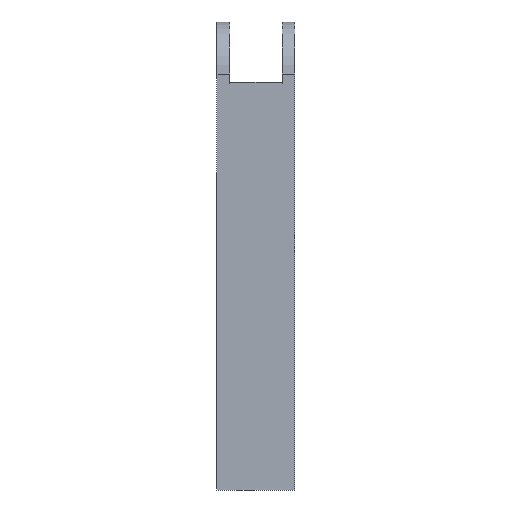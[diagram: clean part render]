
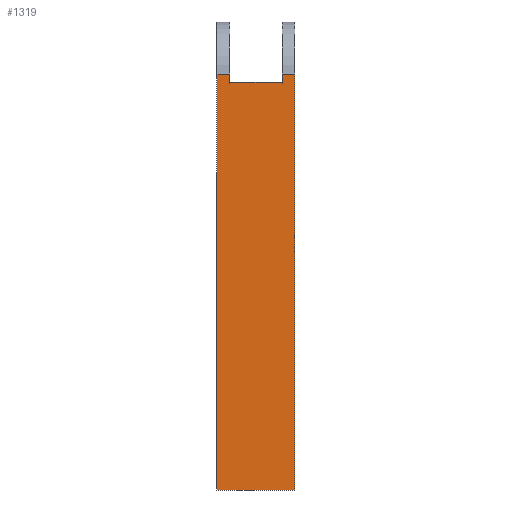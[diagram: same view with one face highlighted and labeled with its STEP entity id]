
A CAD part, left-side view. The second image highlights one B-rep face of the part: STEP entity #1319.
In plain terms, the highlighted planar face has unit normal (-1, 0, 0).
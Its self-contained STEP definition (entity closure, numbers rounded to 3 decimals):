
#22 = CARTESIAN_POINT ( 'NONE',  ( -20., -10.15, 156.828 ) ) ;
#56 = CARTESIAN_POINT ( 'NONE',  ( -20., -15., 0. ) ) ;
#58 = EDGE_LOOP ( 'NONE', ( #633, #507, #294, #888, #774, #790, #531, #719 ) ) ;
#70 = EDGE_CURVE ( 'NONE', #299, #1357, #338, .T. ) ;
#71 = AXIS2_PLACEMENT_3D ( 'NONE', #1482, #153, #991 ) ;
#108 = VECTOR ( 'NONE', #1554, 1000. ) ;
#153 = DIRECTION ( 'NONE',  ( -1., 0., 0. ) ) ;
#217 = DIRECTION ( 'NONE',  ( 0., 0., -1. ) ) ;
#294 = ORIENTED_EDGE ( 'NONE', *, *, #1218, .F. ) ;
#299 = VERTEX_POINT ( 'NONE', #520 ) ;
#317 = VECTOR ( 'NONE', #1583, 1000. ) ;
#332 = CARTESIAN_POINT ( 'NONE',  ( -20., -15., 180. ) ) ;
#338 = LINE ( 'NONE', #587, #108 ) ;
#347 = CARTESIAN_POINT ( 'NONE',  ( -20., -10.15, 156.828 ) ) ;
#374 = CARTESIAN_POINT ( 'NONE',  ( -20., 10.15, 180. ) ) ;
#451 = VECTOR ( 'NONE', #1022, 1000. ) ;
#461 = VERTEX_POINT ( 'NONE', #1157 ) ;
#466 = EDGE_CURVE ( 'NONE', #461, #1483, #778, .T. ) ;
#471 = VECTOR ( 'NONE', #217, 1000. ) ;
#507 = ORIENTED_EDGE ( 'NONE', *, *, #779, .T. ) ;
#520 = CARTESIAN_POINT ( 'NONE',  ( -20., 15., 160. ) ) ;
#531 = ORIENTED_EDGE ( 'NONE', *, *, #1338, .F. ) ;
#562 = VECTOR ( 'NONE', #710, 1000. ) ;
#568 = VERTEX_POINT ( 'NONE', #56 ) ;
#587 = CARTESIAN_POINT ( 'NONE',  ( -20., 15., 180. ) ) ;
#612 = CARTESIAN_POINT ( 'NONE',  ( -20., -15., 160. ) ) ;
#633 = ORIENTED_EDGE ( 'NONE', *, *, #900, .T. ) ;
#644 = VERTEX_POINT ( 'NONE', #1517 ) ;
#676 = CARTESIAN_POINT ( 'NONE',  ( -20., -10.15, 180. ) ) ;
#706 = CARTESIAN_POINT ( 'NONE',  ( -20., -15., 160. ) ) ;
#710 = DIRECTION ( 'NONE',  ( 0., -1., 0. ) ) ;
#716 = LINE ( 'NONE', #332, #1246 ) ;
#719 = ORIENTED_EDGE ( 'NONE', *, *, #1190, .F. ) ;
#752 = PLANE ( 'NONE',  #71 ) ;
#774 = ORIENTED_EDGE ( 'NONE', *, *, #1035, .T. ) ;
#778 = LINE ( 'NONE', #374, #317 ) ;
#779 = EDGE_CURVE ( 'NONE', #644, #1011, #1416, .T. ) ;
#790 = ORIENTED_EDGE ( 'NONE', *, *, #70, .T. ) ;
#888 = ORIENTED_EDGE ( 'NONE', *, *, #466, .F. ) ;
#900 = EDGE_CURVE ( 'NONE', #1285, #644, #1332, .T. ) ;
#991 = DIRECTION ( 'NONE',  ( 0., 0., 1. ) ) ;
#1010 = LINE ( 'NONE', #1217, #1095 ) ;
#1011 = VERTEX_POINT ( 'NONE', #22 ) ;
#1022 = DIRECTION ( 'NONE',  ( 0., 1., 0. ) ) ;
#1035 = EDGE_CURVE ( 'NONE', #461, #299, #1505, .T. ) ;
#1068 = DIRECTION ( 'NONE',  ( 0., 1., 0. ) ) ;
#1095 = VECTOR ( 'NONE', #1503, 1000. ) ;
#1121 = CARTESIAN_POINT ( 'NONE',  ( -20., 15., 0. ) ) ;
#1131 = CARTESIAN_POINT ( 'NONE',  ( -20., -15., 160. ) ) ;
#1138 = VECTOR ( 'NONE', #1068, 1000. ) ;
#1157 = CARTESIAN_POINT ( 'NONE',  ( -20., 10.15, 160. ) ) ;
#1190 = EDGE_CURVE ( 'NONE', #1285, #568, #716, .T. ) ;
#1202 = DIRECTION ( 'NONE',  ( 0., 0., -1. ) ) ;
#1217 = CARTESIAN_POINT ( 'NONE',  ( -20., 0., 0. ) ) ;
#1218 = EDGE_CURVE ( 'NONE', #1483, #1011, #1563, .T. ) ;
#1246 = VECTOR ( 'NONE', #1202, 1000. ) ;
#1285 = VERTEX_POINT ( 'NONE', #612 ) ;
#1319 = ADVANCED_FACE ( 'NONE', ( #1463 ), #752, .T. ) ;
#1332 = LINE ( 'NONE', #706, #1138 ) ;
#1338 = EDGE_CURVE ( 'NONE', #568, #1357, #1010, .T. ) ;
#1357 = VERTEX_POINT ( 'NONE', #1121 ) ;
#1416 = LINE ( 'NONE', #676, #471 ) ;
#1463 = FACE_OUTER_BOUND ( 'NONE', #58, .T. ) ;
#1482 = CARTESIAN_POINT ( 'NONE',  ( -20., 0., 180. ) ) ;
#1483 = VERTEX_POINT ( 'NONE', #1546 ) ;
#1503 = DIRECTION ( 'NONE',  ( 0., 1., 0. ) ) ;
#1505 = LINE ( 'NONE', #1131, #451 ) ;
#1517 = CARTESIAN_POINT ( 'NONE',  ( -20., -10.15, 160. ) ) ;
#1546 = CARTESIAN_POINT ( 'NONE',  ( -20., 10.15, 156.828 ) ) ;
#1554 = DIRECTION ( 'NONE',  ( 0., 0., -1. ) ) ;
#1563 = LINE ( 'NONE', #347, #562 ) ;
#1583 = DIRECTION ( 'NONE',  ( 0., 0., -1. ) ) ;
